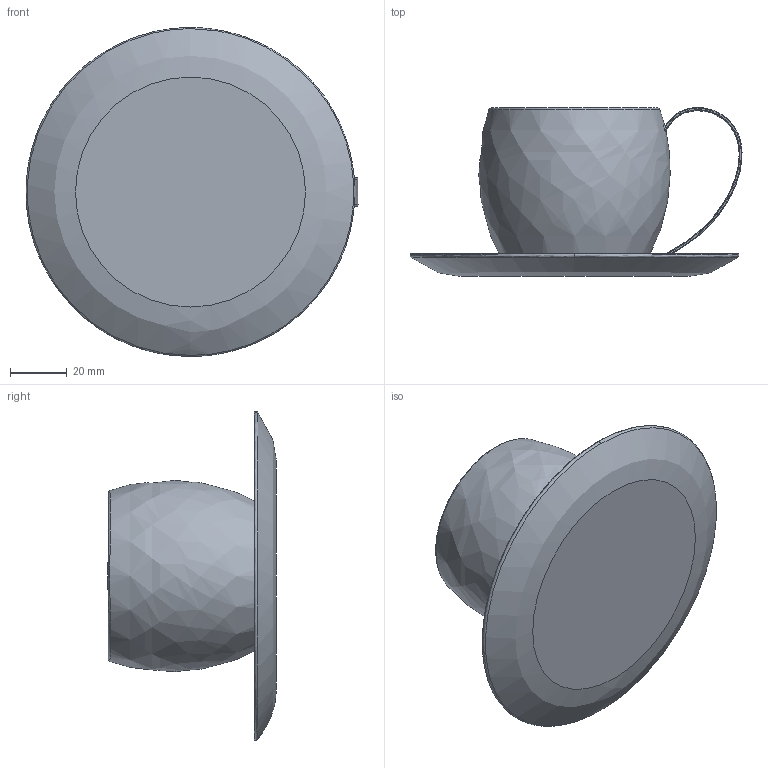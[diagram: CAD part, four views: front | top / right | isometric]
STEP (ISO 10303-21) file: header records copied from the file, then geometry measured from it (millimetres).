
FILE_DESCRIPTION(/* description */ (''),/* implementation_level */ '2;1');
FILE_NAME(/* name */ 'Cup_plate.step',/* time_stamp */ '2021-12-06T20:03:00+06:00',/* author */ (''),/* organization */ (''),/* preprocessor_version */ 'ST-DEVELOPER v18.1',/* originating_system */ 'Autodesk Translation Framework v10.10.0.1391',/* authorisation */ '');
FILE_SCHEMA (('AUTOMOTIVE_DESIGN { 1 0 10303 214 3 1 1 }'));
Length unit declared in the file: millimetre
Products named in the file (3): Cup; Cup ; Plate
Assembly tree (2 placements, depth 2):
  Cup
    Cup 
    Plate
Bounding box: 117.4 x 59.65 x 116.32 mm (x, y, z)
Volume: 31522.6 mm3; surface area: 50745.7 mm2
Topology: 2 solids, 2 shells, 42 faces, 105 edges, 67 vertices
Faces by surface type: bspline 16, plane 14, cylinder 10, torus 2
Full cylindrical faces by diameter (mm): 43.179 x1, 46.6 x1
Entity records: 4963 total; most frequent: CARTESIAN_POINT 3985, ORIENTED_EDGE 210, DIRECTION 136, EDGE_CURVE 105, VERTEX_POINT 67, B_SPLINE_CURVE_WITH_KNOTS 57, AXIS2_PLACEMENT_3D 56, EDGE_LOOP 44
